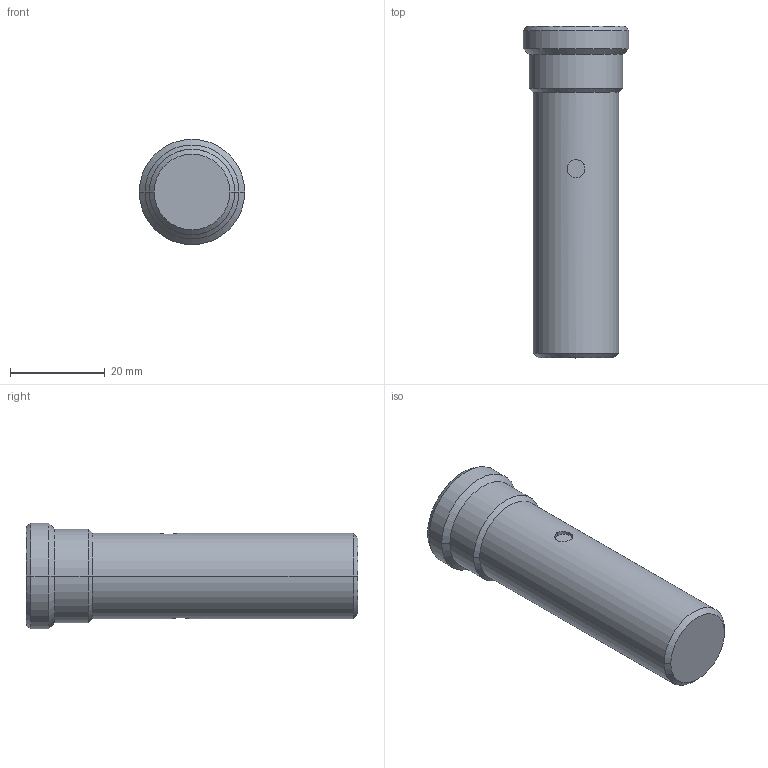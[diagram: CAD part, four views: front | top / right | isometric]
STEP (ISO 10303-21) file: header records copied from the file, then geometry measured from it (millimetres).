
FILE_DESCRIPTION((''),'2;1');
FILE_NAME('DM_CAD-2705_SW0001','2017-07-04T',('creinig-se'),(''),'PRO/ENGINEER BY PARAMETRIC TECHNOLOGY CORPORATION, 2015440','PRO/ENGINEER BY PARAMETRIC TECHNOLOGY CORPORATION, 2015440','');
FILE_SCHEMA(('CONFIG_CONTROL_DESIGN'));
Length unit declared in the file: millimetre
Products named in the file (1): DM_CAD-2705_SW0001
Bounding box: 22.23 x 70 x 22.23 mm (x, y, z)
Volume: 17359.3 mm3; surface area: 5448.9 mm2
Topology: 1 solids, 1 shells, 83 faces, 238 edges, 222 vertices
Faces by surface type: cylinder 36, plane 19, cone 16, torus 10, bspline 2
Entity records: 3640 total; most frequent: CARTESIAN_POINT 659, DIRECTION 510, ORIENTED_EDGE 374, AXIS2_PLACEMENT_3D 208, EDGE_CURVE 187, PRESENTATION_STYLE_ASSIGNMENT 135, STYLED_ITEM 135, CIRCLE 126
